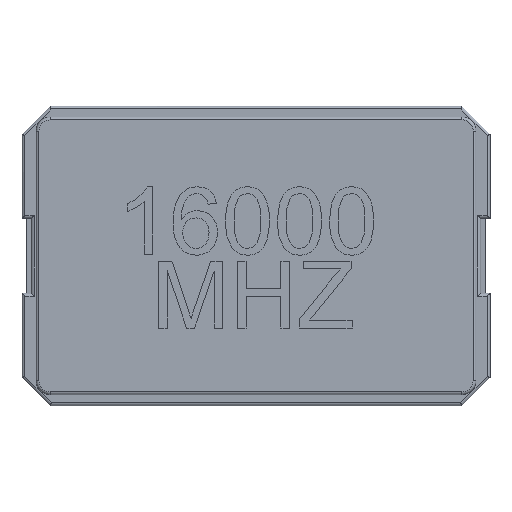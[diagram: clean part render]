
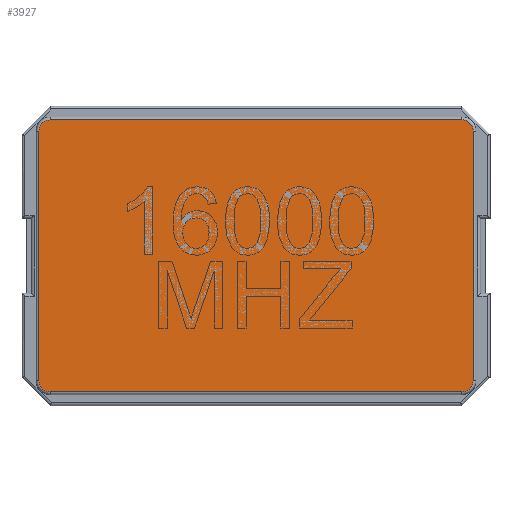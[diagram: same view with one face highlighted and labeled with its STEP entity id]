
A CAD part, top view. The second image highlights one B-rep face of the part: STEP entity #3927.
In plain terms, the highlighted planar face has unit normal (0, 0, 1).
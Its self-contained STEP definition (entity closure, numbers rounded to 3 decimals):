
#133=B_SPLINE_CURVE_WITH_KNOTS('',3,(#5341,#5342,#5343,#5344,#5345,#5346,
#5347,#5348,#5349,#5350,#5351,#5352,#5353,#5354,#5355,#5356,#5357,#5358,
#5359,#5360,#5361,#5362,#5363,#5364,#5365,#5366,#5367,#5368,#5369,#5370,
#5371),.UNSPECIFIED.,.F.,.F.,(4,3,3,3,3,3,3,3,3,3,4),(0.,0.106,
0.218,0.332,0.443,0.5,0.605,
0.714,0.822,0.924,1.),.UNSPECIFIED.);
#338=CIRCLE('',#4238,0.12);
#341=CIRCLE('',#4243,0.12);
#344=CIRCLE('',#4248,0.12);
#481=FACE_OUTER_BOUND('',#709,.T.);
#709=EDGE_LOOP('',(#2886,#2887,#2888,#2889,#2890,#2891,#2892,#2893));
#998=LINE('',#5374,#1362);
#999=LINE('',#5382,#1363);
#1000=LINE('',#5390,#1364);
#1001=LINE('',#5397,#1365);
#1362=VECTOR('',#4616,1000.);
#1363=VECTOR('',#4627,1000.);
#1364=VECTOR('',#4638,1000.);
#1365=VECTOR('',#4649,1000.);
#1698=VERTEX_POINT('',#5337);
#1699=VERTEX_POINT('',#5339);
#1700=VERTEX_POINT('',#5373);
#1701=VERTEX_POINT('',#5377);
#1702=VERTEX_POINT('',#5381);
#1703=VERTEX_POINT('',#5385);
#1704=VERTEX_POINT('',#5389);
#1705=VERTEX_POINT('',#5393);
#2136=EDGE_CURVE('',#1698,#1699,#133,.T.);
#2137=EDGE_CURVE('',#1698,#1700,#998,.T.);
#2140=EDGE_CURVE('',#1700,#1701,#338,.T.);
#2141=EDGE_CURVE('',#1701,#1702,#999,.T.);
#2144=EDGE_CURVE('',#1702,#1703,#341,.T.);
#2145=EDGE_CURVE('',#1703,#1704,#1000,.T.);
#2148=EDGE_CURVE('',#1704,#1705,#344,.T.);
#2149=EDGE_CURVE('',#1705,#1699,#1001,.T.);
#2886=ORIENTED_EDGE('',*,*,#2149,.F.);
#2887=ORIENTED_EDGE('',*,*,#2148,.F.);
#2888=ORIENTED_EDGE('',*,*,#2145,.F.);
#2889=ORIENTED_EDGE('',*,*,#2144,.F.);
#2890=ORIENTED_EDGE('',*,*,#2141,.F.);
#2891=ORIENTED_EDGE('',*,*,#2140,.F.);
#2892=ORIENTED_EDGE('',*,*,#2137,.F.);
#2893=ORIENTED_EDGE('',*,*,#2136,.T.);
#3793=PLANE('',#4250);
#3927=ADVANCED_FACE('',(#481),#3793,.T.);
#4238=AXIS2_PLACEMENT_3D('',#5379,#4623,#4624);
#4243=AXIS2_PLACEMENT_3D('',#5387,#4634,#4635);
#4248=AXIS2_PLACEMENT_3D('',#5395,#4645,#4646);
#4250=AXIS2_PLACEMENT_3D('',#5398,#4650,#4651);
#4616=DIRECTION('',(0.,-1.,0.));
#4623=DIRECTION('center_axis',(0.,0.,
-1.));
#4624=DIRECTION('ref_axis',(0.,-1.,0.));
#4627=DIRECTION('',(-1.,0.,0.));
#4634=DIRECTION('center_axis',(0.,0.,
-1.));
#4635=DIRECTION('ref_axis',(-1.,0.,0.));
#4638=DIRECTION('',(0.,1.,0.));
#4645=DIRECTION('center_axis',(0.,0.,
-1.));
#4646=DIRECTION('ref_axis',(0.,1.,0.));
#4649=DIRECTION('',(1.,0.,0.));
#4650=DIRECTION('center_axis',(0.,0.,1.));
#4651=DIRECTION('ref_axis',(1.,0.,0.));
#5337=CARTESIAN_POINT('',(2.32,1.333,0.45));
#5339=CARTESIAN_POINT('',(2.2,1.453,0.45));
#5341=CARTESIAN_POINT('Ctrl Pts',(2.32,1.333,0.45));
#5342=CARTESIAN_POINT('Ctrl Pts',(2.32,1.34,0.45));
#5343=CARTESIAN_POINT('Ctrl Pts',(2.319,1.347,0.45));
#5344=CARTESIAN_POINT('Ctrl Pts',(2.318,1.353,0.45));
#5345=CARTESIAN_POINT('Ctrl Pts',(2.317,1.36,0.45));
#5346=CARTESIAN_POINT('Ctrl Pts',(2.315,1.367,0.45));
#5347=CARTESIAN_POINT('Ctrl Pts',(2.313,1.374,0.45));
#5348=CARTESIAN_POINT('Ctrl Pts',(2.31,1.38,0.45));
#5349=CARTESIAN_POINT('Ctrl Pts',(2.308,1.387,0.45));
#5350=CARTESIAN_POINT('Ctrl Pts',(2.304,1.393,0.45));
#5351=CARTESIAN_POINT('Ctrl Pts',(2.301,1.399,0.45));
#5352=CARTESIAN_POINT('Ctrl Pts',(2.297,1.404,0.45));
#5353=CARTESIAN_POINT('Ctrl Pts',(2.292,1.41,0.45));
#5354=CARTESIAN_POINT('Ctrl Pts',(2.29,1.412,0.45));
#5355=CARTESIAN_POINT('Ctrl Pts',(2.288,1.415,0.45));
#5356=CARTESIAN_POINT('Ctrl Pts',(2.285,1.418,0.45));
#5357=CARTESIAN_POINT('Ctrl Pts',(2.28,1.423,0.45));
#5358=CARTESIAN_POINT('Ctrl Pts',(2.275,1.427,0.45));
#5359=CARTESIAN_POINT('Ctrl Pts',(2.27,1.431,0.45));
#5360=CARTESIAN_POINT('Ctrl Pts',(2.264,1.435,0.45));
#5361=CARTESIAN_POINT('Ctrl Pts',(2.259,1.438,0.45));
#5362=CARTESIAN_POINT('Ctrl Pts',(2.253,1.441,0.45));
#5363=CARTESIAN_POINT('Ctrl Pts',(2.247,1.444,0.45));
#5364=CARTESIAN_POINT('Ctrl Pts',(2.24,1.446,0.45));
#5365=CARTESIAN_POINT('Ctrl Pts',(2.234,1.448,0.45));
#5366=CARTESIAN_POINT('Ctrl Pts',(2.228,1.45,0.45));
#5367=CARTESIAN_POINT('Ctrl Pts',(2.222,1.451,0.45));
#5368=CARTESIAN_POINT('Ctrl Pts',(2.215,1.452,0.45));
#5369=CARTESIAN_POINT('Ctrl Pts',(2.21,1.453,0.45));
#5370=CARTESIAN_POINT('Ctrl Pts',(2.205,1.453,0.45));
#5371=CARTESIAN_POINT('Ctrl Pts',(2.2,1.453,0.45));
#5373=CARTESIAN_POINT('',(2.32,-1.333,0.45));
#5374=CARTESIAN_POINT('',(2.32,1.333,0.45));
#5377=CARTESIAN_POINT('',(2.2,-1.453,0.45));
#5379=CARTESIAN_POINT('Origin',(2.2,-1.333,0.45));
#5381=CARTESIAN_POINT('',(-2.2,-1.453,0.45));
#5382=CARTESIAN_POINT('',(2.2,-1.453,0.45));
#5385=CARTESIAN_POINT('',(-2.32,-1.333,0.45));
#5387=CARTESIAN_POINT('Origin',(-2.2,-1.333,0.45));
#5389=CARTESIAN_POINT('',(-2.32,1.333,0.45));
#5390=CARTESIAN_POINT('',(-2.32,-1.333,0.45));
#5393=CARTESIAN_POINT('',(-2.2,1.453,0.45));
#5395=CARTESIAN_POINT('Origin',(-2.2,1.333,0.45));
#5397=CARTESIAN_POINT('',(-2.2,1.453,0.45));
#5398=CARTESIAN_POINT('Origin',(-2.35,1.483,0.45));
